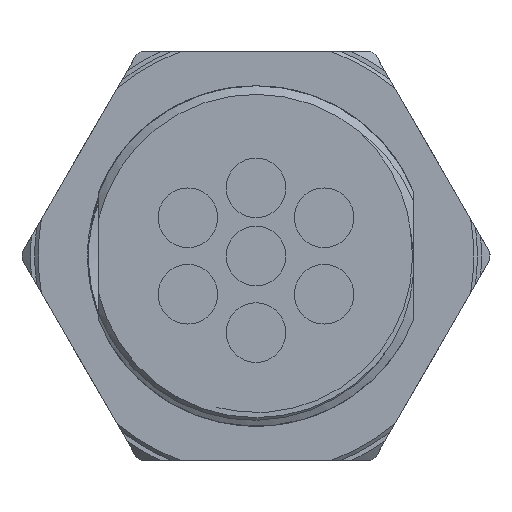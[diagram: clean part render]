
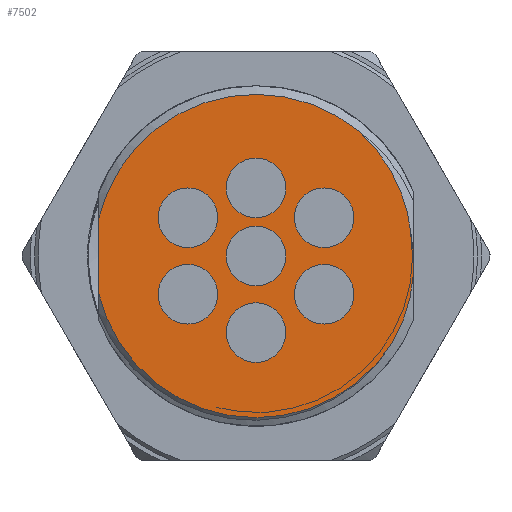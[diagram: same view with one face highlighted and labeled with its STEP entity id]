
A CAD part, left-side view. The second image highlights one B-rep face of the part: STEP entity #7502.
In plain terms, the highlighted planar face has unit normal (-1, 0, 0).
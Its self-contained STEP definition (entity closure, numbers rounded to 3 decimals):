
#2266=CARTESIAN_POINT('',(-19.5,-6.015,
7.353));
#2267=CARTESIAN_POINT('',(-19.5,-6.496,
6.924));
#2268=CARTESIAN_POINT('',(-19.5,-7.314,
6.006));
#2269=CARTESIAN_POINT('',(-19.5,-8.124,
4.726));
#2270=CARTESIAN_POINT('',(-19.5,-8.799,
3.1));
#2271=CARTESIAN_POINT('',(-19.5,-9.018,
2.021));
#2272=CARTESIAN_POINT('',(-19.5,-9.083,
1.463));
#2274=CARTESIAN_POINT('',(-19.5,0.,0.));
#2275=DIRECTION('',(1.,0.,0.));
#2276=DIRECTION('',(0.,-0.844,-0.536));
#2277=AXIS2_PLACEMENT_3D('',#2274,#2275,#2276);
#2279=DIRECTION('',(0.,0.,1.));
#2280=VECTOR('',#2279,4.33);
#2281=CARTESIAN_POINT('',(-19.5,9.25,-2.165));
#2282=LINE('',#2281,#2280);
#2283=CARTESIAN_POINT('',(-19.5,0.,0.));
#2284=DIRECTION('',(1.,0.,0.));
#2285=DIRECTION('',(0.,0.974,0.228));
#2286=AXIS2_PLACEMENT_3D('',#2283,#2284,#2285);
#2288=CARTESIAN_POINT('',(-19.5,-4.,2.25));
#2289=DIRECTION('',(-1.,0.,0.));
#2290=DIRECTION('',(0.,1.,0.));
#2291=AXIS2_PLACEMENT_3D('',#2288,#2289,#2290);
#2293=CARTESIAN_POINT('',(-19.5,-4.,2.25));
#2294=DIRECTION('',(-1.,0.,0.));
#2295=DIRECTION('',(0.,-1.,0.));
#2296=AXIS2_PLACEMENT_3D('',#2293,#2294,#2295);
#2316=CARTESIAN_POINT('',(-19.5,0.,4.));
#2317=DIRECTION('',(-1.,0.,0.));
#2318=DIRECTION('',(0.,1.,0.));
#2319=AXIS2_PLACEMENT_3D('',#2316,#2317,#2318);
#2321=CARTESIAN_POINT('',(-19.5,0.,4.));
#2322=DIRECTION('',(-1.,0.,0.));
#2323=DIRECTION('',(0.,-1.,0.));
#2324=AXIS2_PLACEMENT_3D('',#2321,#2322,#2323);
#2344=CARTESIAN_POINT('',(-19.5,-4.,-2.25));
#2345=DIRECTION('',(-1.,0.,0.));
#2346=DIRECTION('',(0.,1.,0.));
#2347=AXIS2_PLACEMENT_3D('',#2344,#2345,#2346);
#2349=CARTESIAN_POINT('',(-19.5,-4.,-2.25));
#2350=DIRECTION('',(-1.,0.,0.));
#2351=DIRECTION('',(0.,-1.,0.));
#2352=AXIS2_PLACEMENT_3D('',#2349,#2350,#2351);
#2372=CARTESIAN_POINT('',(-19.5,0.,0.));
#2373=DIRECTION('',(-1.,0.,0.));
#2374=DIRECTION('',(0.,1.,0.));
#2375=AXIS2_PLACEMENT_3D('',#2372,#2373,#2374);
#2377=CARTESIAN_POINT('',(-19.5,0.,0.));
#2378=DIRECTION('',(-1.,0.,0.));
#2379=DIRECTION('',(0.,-1.,0.));
#2380=AXIS2_PLACEMENT_3D('',#2377,#2378,#2379);
#2400=CARTESIAN_POINT('',(-19.5,0.,-4.5));
#2401=DIRECTION('',(-1.,0.,0.));
#2402=DIRECTION('',(0.,1.,0.));
#2403=AXIS2_PLACEMENT_3D('',#2400,#2401,#2402);
#2405=CARTESIAN_POINT('',(-19.5,0.,-4.5));
#2406=DIRECTION('',(-1.,0.,0.));
#2407=DIRECTION('',(0.,-1.,0.));
#2408=AXIS2_PLACEMENT_3D('',#2405,#2406,#2407);
#2428=CARTESIAN_POINT('',(-19.5,4.,-2.25));
#2429=DIRECTION('',(-1.,0.,0.));
#2430=DIRECTION('',(0.,1.,0.));
#2431=AXIS2_PLACEMENT_3D('',#2428,#2429,#2430);
#2433=CARTESIAN_POINT('',(-19.5,4.,-2.25));
#2434=DIRECTION('',(-1.,0.,0.));
#2435=DIRECTION('',(0.,-1.,0.));
#2436=AXIS2_PLACEMENT_3D('',#2433,#2434,#2435);
#2456=CARTESIAN_POINT('',(-19.5,4.,2.25));
#2457=DIRECTION('',(-1.,0.,0.));
#2458=DIRECTION('',(0.,1.,0.));
#2459=AXIS2_PLACEMENT_3D('',#2456,#2457,#2458);
#2461=CARTESIAN_POINT('',(-19.5,4.,2.25));
#2462=DIRECTION('',(-1.,0.,0.));
#2463=DIRECTION('',(0.,-1.,0.));
#2464=AXIS2_PLACEMENT_3D('',#2461,#2462,#2463);
#2484=CARTESIAN_POINT('',(-19.5,-8.019,
-5.093));
#2485=CARTESIAN_POINT('',(-19.5,-8.256,
-4.683));
#2486=CARTESIAN_POINT('',(-19.5,-8.661,
-3.838));
#2487=CARTESIAN_POINT('',(-19.5,-9.076,
-2.487));
#2488=CARTESIAN_POINT('',(-19.5,-9.215,
-1.566));
#2489=CARTESIAN_POINT('',(-19.5,-9.25,
-1.097));
#2491=CARTESIAN_POINT('',(-19.5,-9.25,
0.27));
#2492=CARTESIAN_POINT('',(-19.5,-9.24,
0.404));
#2493=CARTESIAN_POINT('',(-19.5,-9.215,
0.67));
#2494=CARTESIAN_POINT('',(-19.5,-9.159,
1.068));
#2495=CARTESIAN_POINT('',(-19.5,-9.11,
1.331));
#2496=CARTESIAN_POINT('',(-19.5,-9.083,
1.463));
#2624=DIRECTION('',(0.,0.,1.));
#2625=VECTOR('',#2624,1.367);
#2626=CARTESIAN_POINT('',(-19.5,-9.25,
-1.097));
#2627=LINE('',#2626,#2625);
#3656=VERTEX_POINT('',#2266);
#3657=VERTEX_POINT('',#2272);
#3658=VERTEX_POINT('',#2491);
#3659=CARTESIAN_POINT('',(-19.5,-9.25,
-1.097));
#3660=VERTEX_POINT('',#3659);
#3661=VERTEX_POINT('',#2484);
#3662=CARTESIAN_POINT('',(-19.5,9.25,-2.165));
#3663=CARTESIAN_POINT('',(-19.5,9.25,2.165));
#3664=VERTEX_POINT('',#3662);
#3665=VERTEX_POINT('',#3663);
#4015=CARTESIAN_POINT('',(-19.5,5.75,2.25));
#4016=CARTESIAN_POINT('',(-19.5,2.25,2.25));
#4017=VERTEX_POINT('',#4015);
#4018=VERTEX_POINT('',#4016);
#4019=CARTESIAN_POINT('',(-19.5,5.75,-2.25));
#4020=CARTESIAN_POINT('',(-19.5,2.25,-2.25));
#4021=VERTEX_POINT('',#4019);
#4022=VERTEX_POINT('',#4020);
#4023=CARTESIAN_POINT('',(-19.5,1.75,-4.5));
#4024=CARTESIAN_POINT('',(-19.5,-1.75,-4.5));
#4025=VERTEX_POINT('',#4023);
#4026=VERTEX_POINT('',#4024);
#4027=CARTESIAN_POINT('',(-19.5,1.75,0.));
#4028=CARTESIAN_POINT('',(-19.5,-1.75,0.));
#4029=VERTEX_POINT('',#4027);
#4030=VERTEX_POINT('',#4028);
#4031=CARTESIAN_POINT('',(-19.5,-2.25,-2.25));
#4032=CARTESIAN_POINT('',(-19.5,-5.75,-2.25));
#4033=VERTEX_POINT('',#4031);
#4034=VERTEX_POINT('',#4032);
#4035=CARTESIAN_POINT('',(-19.5,1.75,4.));
#4036=CARTESIAN_POINT('',(-19.5,-1.75,4.));
#4037=VERTEX_POINT('',#4035);
#4038=VERTEX_POINT('',#4036);
#4039=CARTESIAN_POINT('',(-19.5,-2.25,2.25));
#4040=CARTESIAN_POINT('',(-19.5,-5.75,2.25));
#4041=VERTEX_POINT('',#4039);
#4042=VERTEX_POINT('',#4040);
#7440=CARTESIAN_POINT('',(-19.5,0.,0.));
#7441=DIRECTION('',(1.,0.,0.));
#7442=DIRECTION('',(0.,0.,1.));
#7443=AXIS2_PLACEMENT_3D('',#7440,#7441,#7442);
#7444=PLANE('',#7443);
#7445=ORIENTED_EDGE('',*,*,#7405,.T.);
#7447=ORIENTED_EDGE('',*,*,#7446,.F.);
#7449=ORIENTED_EDGE('',*,*,#7448,.F.);
#7451=ORIENTED_EDGE('',*,*,#7450,.F.);
#7453=ORIENTED_EDGE('',*,*,#7452,.T.);
#7455=ORIENTED_EDGE('',*,*,#7454,.T.);
#7457=ORIENTED_EDGE('',*,*,#7456,.T.);
#7458=EDGE_LOOP('',(#7445,#7447,#7449,#7451,#7453,#7455,#7457));
#7459=FACE_OUTER_BOUND('',#7458,.F.);
#7461=ORIENTED_EDGE('',*,*,#7460,.T.);
#7463=ORIENTED_EDGE('',*,*,#7462,.T.);
#7464=EDGE_LOOP('',(#7461,#7463));
#7465=FACE_BOUND('',#7464,.F.);
#7467=ORIENTED_EDGE('',*,*,#7466,.T.);
#7469=ORIENTED_EDGE('',*,*,#7468,.T.);
#7470=EDGE_LOOP('',(#7467,#7469));
#7471=FACE_BOUND('',#7470,.F.);
#7473=ORIENTED_EDGE('',*,*,#7472,.T.);
#7475=ORIENTED_EDGE('',*,*,#7474,.T.);
#7476=EDGE_LOOP('',(#7473,#7475));
#7477=FACE_BOUND('',#7476,.F.);
#7479=ORIENTED_EDGE('',*,*,#7478,.T.);
#7481=ORIENTED_EDGE('',*,*,#7480,.T.);
#7482=EDGE_LOOP('',(#7479,#7481));
#7483=FACE_BOUND('',#7482,.F.);
#7485=ORIENTED_EDGE('',*,*,#7484,.T.);
#7487=ORIENTED_EDGE('',*,*,#7486,.T.);
#7488=EDGE_LOOP('',(#7485,#7487));
#7489=FACE_BOUND('',#7488,.F.);
#7491=ORIENTED_EDGE('',*,*,#7490,.T.);
#7493=ORIENTED_EDGE('',*,*,#7492,.T.);
#7494=EDGE_LOOP('',(#7491,#7493));
#7495=FACE_BOUND('',#7494,.F.);
#7497=ORIENTED_EDGE('',*,*,#7496,.T.);
#7499=ORIENTED_EDGE('',*,*,#7498,.T.);
#7500=EDGE_LOOP('',(#7497,#7499));
#7501=FACE_BOUND('',#7500,.F.);
#7502=ADVANCED_FACE('',(#7459,#7465,#7471,#7477,#7483,#7489,#7495,#7501),#7444,
.F.);
#2273=B_SPLINE_CURVE_WITH_KNOTS('',3,(#2266,#2267,#2268,#2269,#2270,#2271,
#2272),.UNSPECIFIED.,.F.,.F.,(4,1,1,1,4),(0.,0.25,0.5,0.75,1.),
.UNSPECIFIED.);
#2278=CIRCLE('',#2277,9.5);
#2287=CIRCLE('',#2286,9.5);
#2292=CIRCLE('',#2291,1.75);
#2297=CIRCLE('',#2296,1.75);
#2320=CIRCLE('',#2319,1.75);
#2325=CIRCLE('',#2324,1.75);
#2348=CIRCLE('',#2347,1.75);
#2353=CIRCLE('',#2352,1.75);
#2376=CIRCLE('',#2375,1.75);
#2381=CIRCLE('',#2380,1.75);
#2404=CIRCLE('',#2403,1.75);
#2409=CIRCLE('',#2408,1.75);
#2432=CIRCLE('',#2431,1.75);
#2437=CIRCLE('',#2436,1.75);
#2460=CIRCLE('',#2459,1.75);
#2465=CIRCLE('',#2464,1.75);
#2490=B_SPLINE_CURVE_WITH_KNOTS('',3,(#2484,#2485,#2486,#2487,#2488,#2489),
.UNSPECIFIED.,.F.,.F.,(4,1,1,4),(0.,0.333,0.667,1.),
.UNSPECIFIED.);
#2497=B_SPLINE_CURVE_WITH_KNOTS('',3,(#2491,#2492,#2493,#2494,#2495,#2496),
.UNSPECIFIED.,.F.,.F.,(4,1,1,4),(0.,0.333,0.667,1.),
.UNSPECIFIED.);
#7405=EDGE_CURVE('',#3656,#3657,#2273,.T.);
#7446=EDGE_CURVE('',#3658,#3657,#2497,.T.);
#7448=EDGE_CURVE('',#3660,#3658,#2627,.T.);
#7450=EDGE_CURVE('',#3661,#3660,#2490,.T.);
#7452=EDGE_CURVE('',#3661,#3664,#2278,.T.);
#7454=EDGE_CURVE('',#3664,#3665,#2282,.T.);
#7456=EDGE_CURVE('',#3665,#3656,#2287,.T.);
#7460=EDGE_CURVE('',#4037,#4038,#2320,.T.);
#7462=EDGE_CURVE('',#4038,#4037,#2325,.T.);
#7466=EDGE_CURVE('',#4033,#4034,#2348,.T.);
#7468=EDGE_CURVE('',#4034,#4033,#2353,.T.);
#7472=EDGE_CURVE('',#4029,#4030,#2376,.T.);
#7474=EDGE_CURVE('',#4030,#4029,#2381,.T.);
#7478=EDGE_CURVE('',#4025,#4026,#2404,.T.);
#7480=EDGE_CURVE('',#4026,#4025,#2409,.T.);
#7484=EDGE_CURVE('',#4021,#4022,#2432,.T.);
#7486=EDGE_CURVE('',#4022,#4021,#2437,.T.);
#7490=EDGE_CURVE('',#4017,#4018,#2460,.T.);
#7492=EDGE_CURVE('',#4018,#4017,#2465,.T.);
#7496=EDGE_CURVE('',#4041,#4042,#2292,.T.);
#7498=EDGE_CURVE('',#4042,#4041,#2297,.T.);
